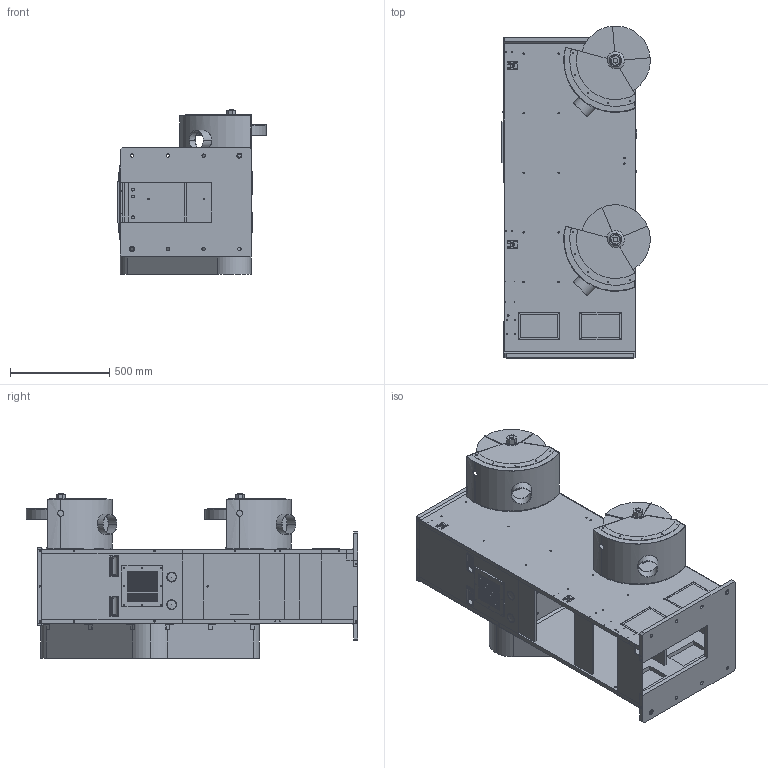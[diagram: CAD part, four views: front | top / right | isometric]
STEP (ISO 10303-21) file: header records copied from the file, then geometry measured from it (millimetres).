
FILE_DESCRIPTION (( 'STEP AP203' ), '1' );
FILE_NAME ('千葉輪機(EBS3k-FW).STEP', '2025-02-25T01:30:51', ( '' ), ( '' ), 'SwSTEP 2.0', 'SolidWorks 2022', '' );
FILE_SCHEMA (( 'CONFIG_CONTROL_DESIGN' ));
Length unit declared in the file: millimetre
Products named in the file (1): 千葉輪機(EBS3k-FW)
Bounding box: 746.79 x 1669.37 x 829 mm (x, y, z)
Surface area: 9831671.9 mm2 (no closed solid volume)
Topology: 0 solids, 79 shells, 764 faces, 3007 edges, 2275 vertices
Faces by surface type: cylinder 391, plane 332, cone 23, bspline 14, sphere 4
Entity records: 38523 total; most frequent: CARTESIAN_POINT 12349, DIRECTION 5678, ORIENTED_EDGE 4544, EDGE_CURVE 2991, VERTEX_POINT 2267, AXIS2_PLACEMENT_3D 2080, LINE 1518, VECTOR 1518
